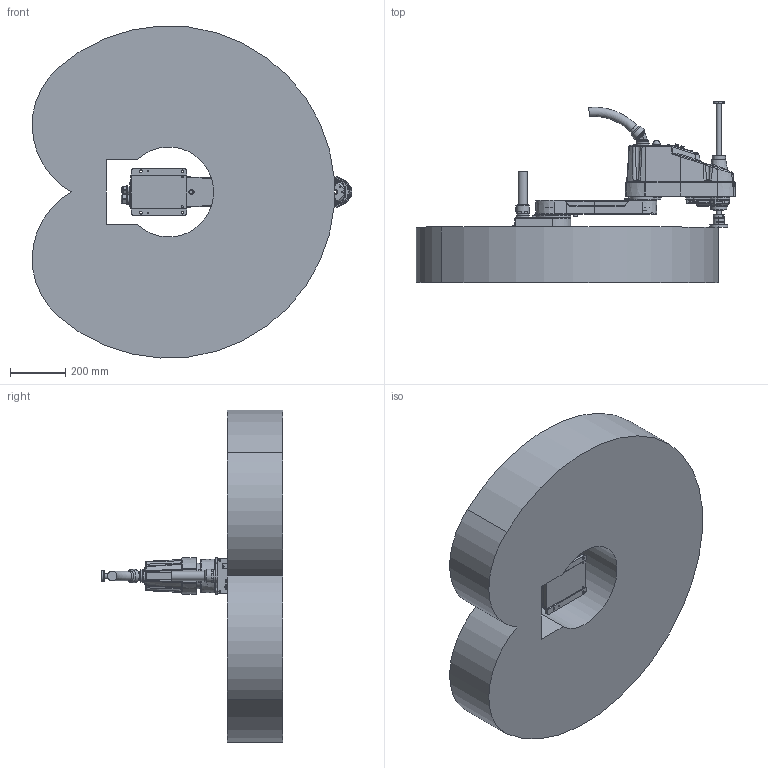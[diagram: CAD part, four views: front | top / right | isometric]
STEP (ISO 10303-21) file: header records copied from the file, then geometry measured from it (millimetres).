
FILE_DESCRIPTION (( 'STEP AP203' ), '1' );
FILE_NAME ('GBT-S6A-600仿真模型(带运动范围).STEP', '2025-03-27T08:03:26', ( '' ), ( '' ), 'SwSTEP 2.0', 'SolidWorks 2020', '' );
FILE_SCHEMA (( 'CONFIG_CONTROL_DESIGN' ));
Length unit declared in the file: millimetre
Products named in the file (6): RTM-S6A-200.00-C-325.00; RTM-S6A-300.00-C.00; GBT-S6A-600.3毓峓芞; RTM-S6A-400.00.3; RTM-S6A-100.00-C.00; GBT-S6A-600仿真模型(带运动范围)
Assembly tree (5 placements, depth 2):
  GBT-S6A-600仿真模型(带运动范围)
    RTM-S6A-100.00-C.00
    RTM-S6A-200.00-C-325.00
    RTM-S6A-300.00-C.00
    RTM-S6A-400.00.3
    GBT-S6A-600.3毓峓芞
Bounding box: 1153.41 x 655 x 1198.47 mm (x, y, z)
Volume: 205039122.4 mm3; surface area: 3782561.7 mm2
Topology: 11 solids, 11 shells, 2128 faces, 5198 edges, 3178 vertices
Faces by surface type: plane 747, cylinder 540, bspline 333, cone 285, torus 199, sphere 24
Full cylindrical faces by diameter (mm): 3.3 x8, 5.6 x4, 6 x1, 6.8 x2, 7 x14, 7.5 x4, 7.9 x2, 8 x7, 8.6 x2, 8.8 x6, 9 x4, 10.8 x1, 11 x8, 13 x2, 14 x1, 14.5 x1, 14.8 x1, 15.2 x1, 19.3 x1, 20 x3, 20.8 x4, 25.1 x2, 30 x1, 30.4 x1, 30.8 x2, 32.5 x2, 33.9 x2, 35 x1, 37.1 x1, 39.5 x1
Entity records: 71889 total; most frequent: CARTESIAN_POINT 25192, ORIENTED_EDGE 9730, DIRECTION 9251, EDGE_CURVE 4865, AXIS2_PLACEMENT_3D 3695, VERTEX_POINT 3110, EDGE_LOOP 2529, FACE_OUTER_BOUND 2285
